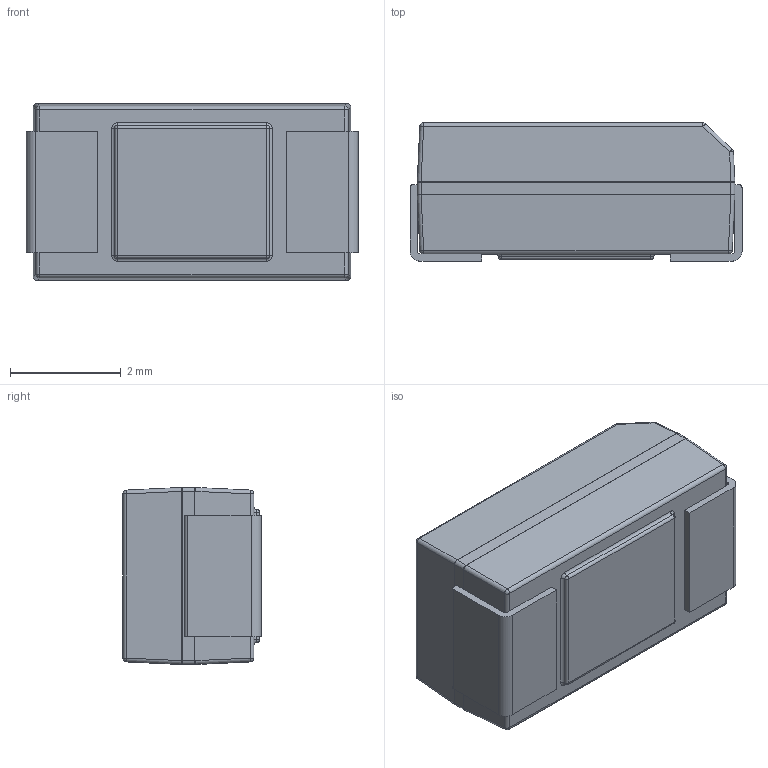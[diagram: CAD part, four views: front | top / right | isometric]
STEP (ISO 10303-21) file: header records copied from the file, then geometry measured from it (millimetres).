
FILE_DESCRIPTION((''),'2;1');
FILE_NAME('CTANTAL_CASE-C_L6-0_W3-2_H2-5','2021-12-02T',('Dragos'),(''),'PRO/ENGINEER BY PARAMETRIC TECHNOLOGY CORPORATION, 2004440','PRO/ENGINEER BY PARAMETRIC TECHNOLOGY CORPORATION, 2004440','');
FILE_SCHEMA(('AUTOMOTIVE_DESIGN { 1 0 10303 214 1 1 1 1 }'));
Length unit declared in the file: millimetre
Products named in the file (1): CTANTAL_CASE-C_L6-0_W3-2_H2-5
Bounding box: 6 x 2.5 x 3.2 mm (x, y, z)
Volume: 44.2 mm3; surface area: 88.7 mm2
Topology: 1 solids, 1 shells, 343 faces, 918 edges, 584 vertices
Faces by surface type: plane 271, cylinder 46, sphere 14, bspline 8, torus 4
Entity records: 13875 total; most frequent: CARTESIAN_POINT 2015, ORIENTED_EDGE 1836, DIRECTION 1658, PRESENTATION_STYLE_ASSIGNMENT 957, STYLED_ITEM 920, CURVE_STYLE 919, EDGE_CURVE 918, VECTOR 818
